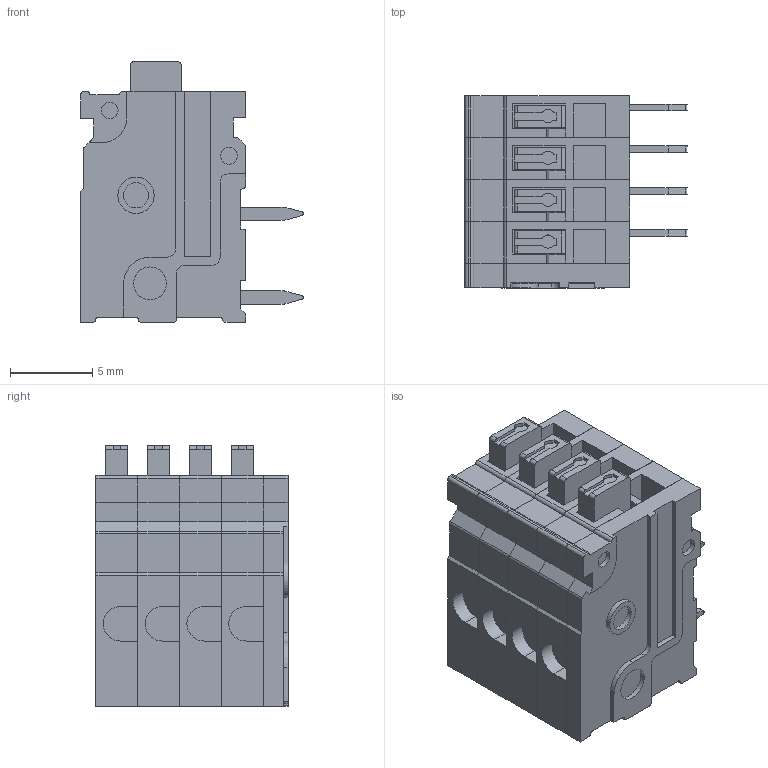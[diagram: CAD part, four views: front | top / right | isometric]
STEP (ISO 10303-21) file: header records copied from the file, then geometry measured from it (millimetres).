
FILE_DESCRIPTION( ( 'STEP AP214' ), '1' );
FILE_NAME( 'MX432-25404-20230328.stp', '2023-03-28T07:21:52', ( ' ' ), ( ' ' ), 'XStep 1.0', ' ', ' ' );
FILE_SCHEMA( ( 'CONFIG_CONTROL_DESIGN) ( )' ) );
Length unit declared in the file: metre
Products named in the file (1): 1
Bounding box: 13.5 x 11.66 x 15.8 mm (x, y, z)
Volume: 1485.1 mm3; surface area: 2337.3 mm2
Topology: 1 solids, 1 shells, 546 faces, 1564 edges, 1033 vertices
Faces by surface type: plane 403, cylinder 143
Full cylindrical faces by diameter (mm): 1.02 x2, 1.52 x1, 2 x1, 2.2 x1
Entity records: 17692 total; most frequent: CARTESIAN_POINT 3139, ORIENTED_EDGE 3118, DIRECTION 2939, EDGE_CURVE 1559, LINE 1273, VECTOR 1273, VERTEX_POINT 1033, AXIS2_PLACEMENT_3D 833
